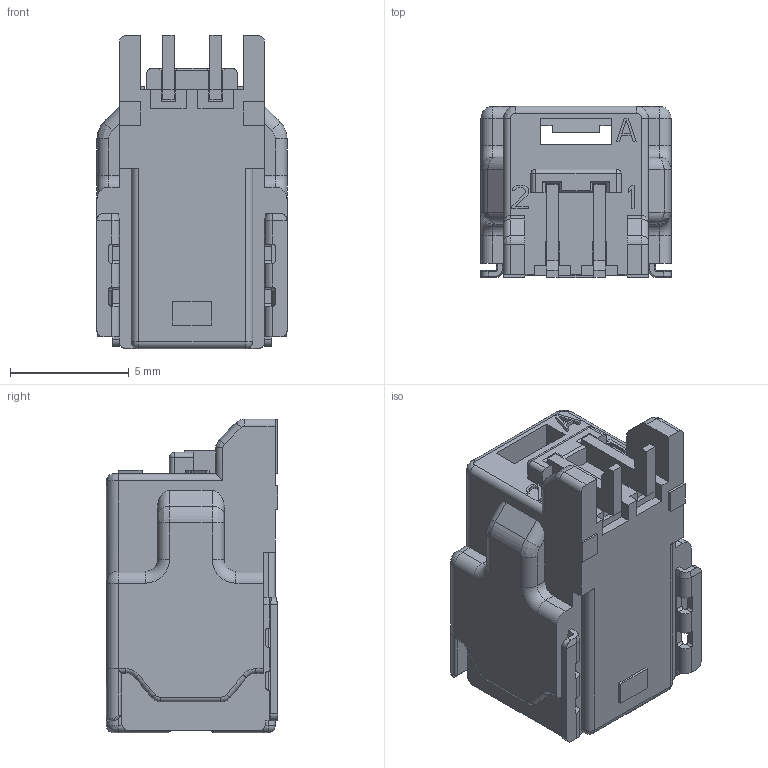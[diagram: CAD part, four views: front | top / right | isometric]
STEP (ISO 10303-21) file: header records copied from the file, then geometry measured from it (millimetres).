
FILE_DESCRIPTION((''),'2;1');
FILE_NAME('228_MANIFOLD_SOLID_BREP__45101_','2016-03-09T',('Personal'),(''),'PRO/ENGINEER BY PARAMETRIC TECHNOLOGY CORPORATION, 2011080','PRO/ENGINEER BY PARAMETRIC TECHNOLOGY CORPORATION, 2011080','');
FILE_SCHEMA(('CONFIG_CONTROL_DESIGN'));
Length unit declared in the file: millimetre
Products named in the file (1): 228_MANIFOLD_SOLID_BREP__45101_
Bounding box: 8 x 7.2 x 13.2 mm (x, y, z)
Volume: 306.7 mm3; surface area: 816.9 mm2
Topology: 1 solids, 1 shells, 529 faces, 1440 edges, 898 vertices
Faces by surface type: plane 336, cylinder 139, cone 20, torus 14, bspline 14, sphere 6
Entity records: 16806 total; most frequent: CARTESIAN_POINT 3469, ORIENTED_EDGE 2860, DIRECTION 2666, EDGE_CURVE 1430, VECTOR 1104, LINE 1104, VERTEX_POINT 898, AXIS2_PLACEMENT_3D 781
